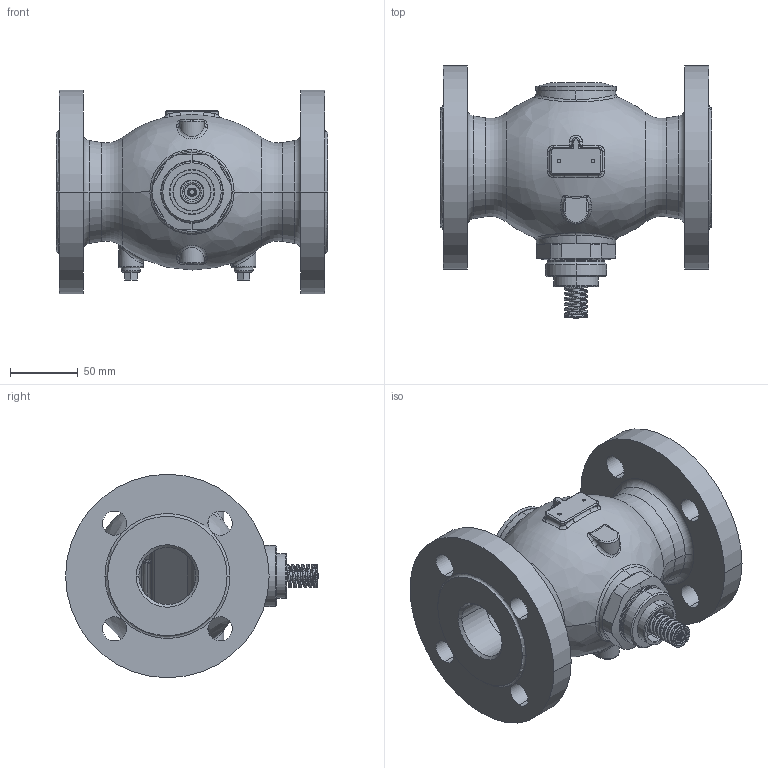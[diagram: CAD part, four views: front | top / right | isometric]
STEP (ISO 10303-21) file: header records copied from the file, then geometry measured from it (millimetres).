
FILE_DESCRIPTION((''),'2;1');
FILE_NAME('065B0798','2010-01-04T',('u243613'),('Danfoss Trata d.o.o.'),'PRO/ENGINEER BY PARAMETRIC TECHNOLOGY CORPORATION, 2009230','PRO/ENGINEER BY PARAMETRIC TECHNOLOGY CORPORATION, 2009230','');
FILE_SCHEMA(('CONFIG_CONTROL_DESIGN'));
Products named in the file (1): 065B0798
Bounding box: 200 x 186.3 x 150 mm (x, y, z)
Volume: 1221619.1 mm3; surface area: 216113.5 mm2
Topology: 1 solids, 1 shells, 606 faces, 1385 edges, 816 vertices
Faces by surface type: cylinder 189, plane 148, bspline 108, torus 89, cone 68, sphere 4
Entity records: 41658 total; most frequent: CARTESIAN_POINT 28413, DIRECTION 2809, ORIENTED_EDGE 2764, EDGE_CURVE 1382, AXIS2_PLACEMENT_3D 1224, VERTEX_POINT 816, CIRCLE 726, EDGE_LOOP 672
